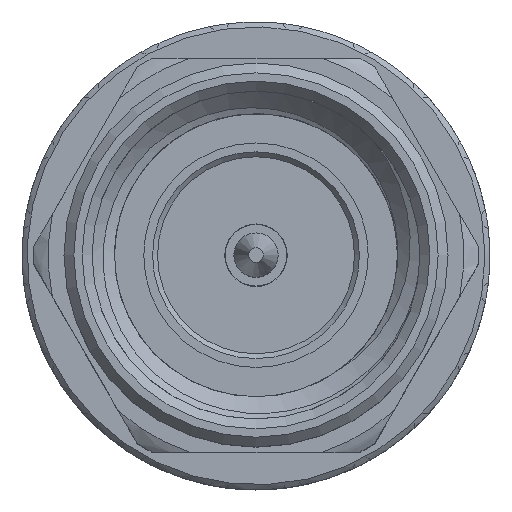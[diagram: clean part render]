
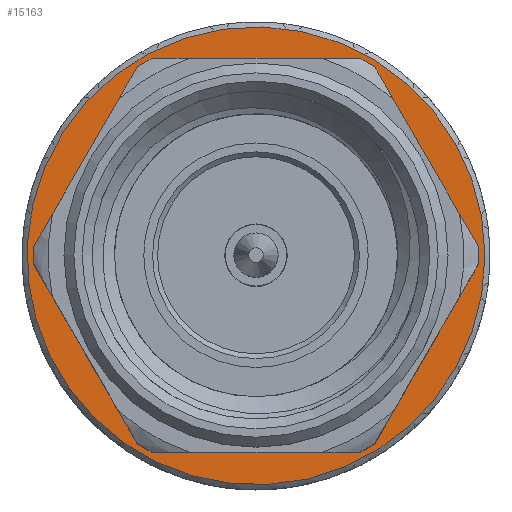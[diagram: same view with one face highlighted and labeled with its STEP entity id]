
A CAD part, top view. The second image highlights one B-rep face of the part: STEP entity #15163.
In plain terms, the highlighted planar face has unit normal (0, 0, 1).
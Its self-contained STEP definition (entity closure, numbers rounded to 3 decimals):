
#144=PLANE('',#16209);
#4889=ORIENTED_EDGE('',*,*,#9245,.T.);
#4890=ORIENTED_EDGE('',*,*,#9244,.T.);
#9244=EDGE_CURVE('',#11127,#11127,#11800,.T.);
#9245=EDGE_CURVE('',#11128,#11128,#11801,.T.);
#11127=VERTEX_POINT('',#29906);
#11128=VERTEX_POINT('',#29909);
#11800=CIRCLE('',#16208,3.25);
#11801=CIRCLE('',#16210,4.65);
#12510=EDGE_LOOP('',(#4889));
#12511=EDGE_LOOP('',(#4890));
#13694=FACE_BOUND('',#12510,.T.);
#13695=FACE_BOUND('',#12511,.T.);
#15163=ADVANCED_FACE('',(#13694,#13695),#144,.T.);
#16208=AXIS2_PLACEMENT_3D('',#29905,#17421,#17422);
#16209=AXIS2_PLACEMENT_3D('',#29907,#17423,#17424);
#16210=AXIS2_PLACEMENT_3D('',#29908,#17425,#17426);
#17421=DIRECTION('',(0.,0.,-1.));
#17422=DIRECTION('',(-1.,0.,0.));
#17423=DIRECTION('',(0.,0.,1.));
#17424=DIRECTION('',(1.,0.,0.));
#17425=DIRECTION('',(0.,0.,1.));
#17426=DIRECTION('',(1.,0.,0.));
#29905=CARTESIAN_POINT('',(0.,0.,3.8));
#29906=CARTESIAN_POINT('',(-3.25,0.,3.8));
#29907=CARTESIAN_POINT('',(-1.625,0.,3.8));
#29908=CARTESIAN_POINT('',(0.,0.,3.8));
#29909=CARTESIAN_POINT('',(4.65,0.,3.8));
